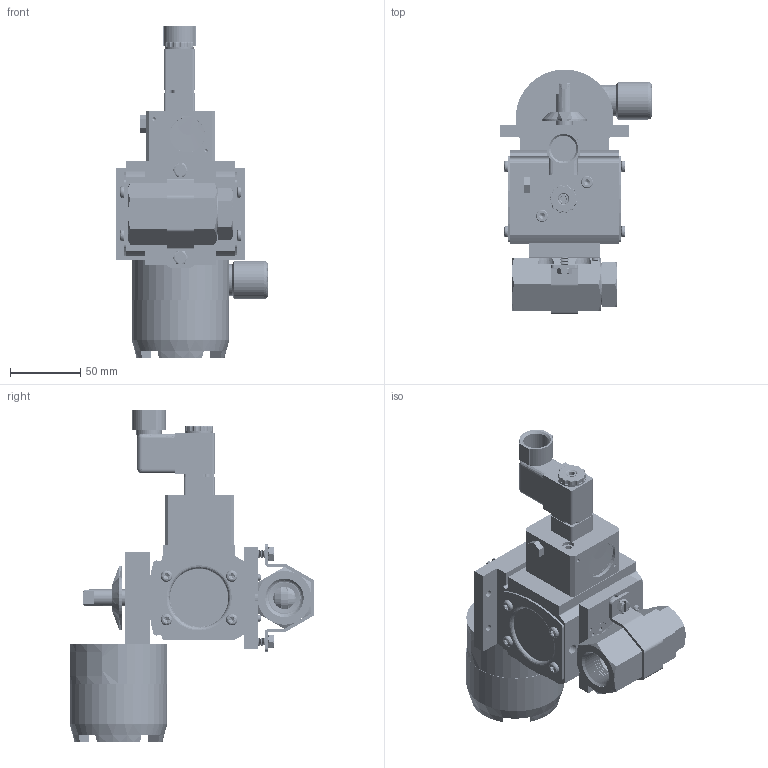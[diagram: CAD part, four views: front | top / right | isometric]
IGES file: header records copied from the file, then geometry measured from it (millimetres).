
Start section: SolidWorks IGES file using analytic representation for surfaces
Global section: file name: 86XXNA512D4GPDCLS.igs; native system: SolidWorks 2018; preprocessor: SolidWorks 2018; author: ryanm; date: 180904.103021; units: inch
Bounding box: 107.71 x 173.95 x 235.76 mm (x, y, z)
Surface area: 243278.9 mm2 (no closed solid volume)
Topology: 0 solids, 0 shells, 4525 faces, 63032 edges, 62821 vertices
Faces by surface type: revolution 3354, bspline 1171
